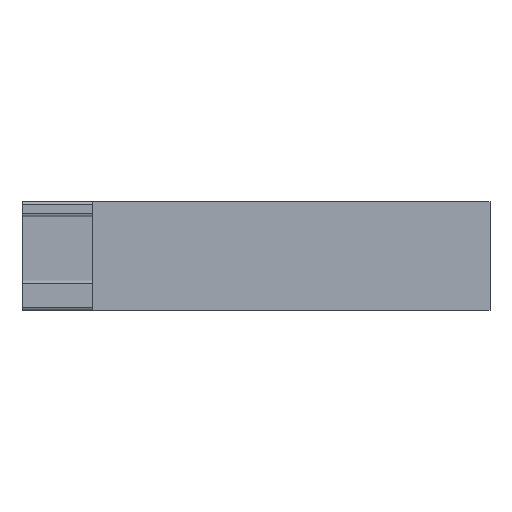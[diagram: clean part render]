
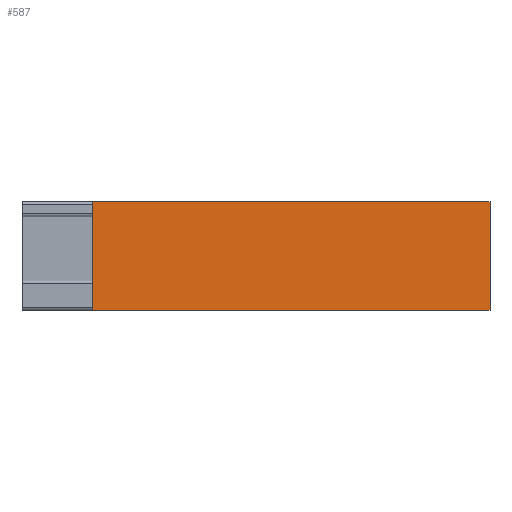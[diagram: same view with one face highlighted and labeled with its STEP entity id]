
A CAD part, top view. The second image highlights one B-rep face of the part: STEP entity #587.
In plain terms, the highlighted planar face has unit normal (0, 0, 1).
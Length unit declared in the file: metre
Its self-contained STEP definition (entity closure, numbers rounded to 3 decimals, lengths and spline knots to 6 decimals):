
#188=ORIENTED_EDGE('',*,*,#290,.F.);
#189=ORIENTED_EDGE('',*,*,#291,.T.);
#190=ORIENTED_EDGE('',*,*,#289,.F.);
#191=ORIENTED_EDGE('',*,*,#292,.F.);
#289=EDGE_CURVE('',#351,#347,#407,.T.);
#290=EDGE_CURVE('',#352,#353,#408,.T.);
#291=EDGE_CURVE('',#352,#347,#409,.T.);
#292=EDGE_CURVE('',#353,#351,#410,.T.);
#347=VERTEX_POINT('',#990);
#351=VERTEX_POINT('',#998);
#352=VERTEX_POINT('',#1002);
#353=VERTEX_POINT('',#1003);
#407=LINE('',#999,#467);
#408=LINE('',#1001,#468);
#409=LINE('',#1004,#469);
#410=LINE('',#1005,#470);
#467=VECTOR('',#822,1.);
#468=VECTOR('',#825,1.);
#469=VECTOR('',#826,1.);
#470=VECTOR('',#827,1.);
#503=EDGE_LOOP('',(#188,#189,#190,#191));
#535=FACE_BOUND('',#503,.T.);
#557=PLANE('',#666);
#587=ADVANCED_FACE('',(#535),#557,.T.);
#666=AXIS2_PLACEMENT_3D('',#1000,#823,#824);
#822=DIRECTION('',(0.,-1.,0.));
#823=DIRECTION('',(0.,0.,1.));
#824=DIRECTION('',(1.,0.,0.));
#825=DIRECTION('',(0.,1.,0.));
#826=DIRECTION('',(1.,0.,0.));
#827=DIRECTION('',(1.,0.,0.));
#990=CARTESIAN_POINT('',(0.1,-0.0216,0.));
#998=CARTESIAN_POINT('',(0.1,0.0016,0.));
#999=CARTESIAN_POINT('',(0.1,-0.01,0.));
#1000=CARTESIAN_POINT('',(0.0075,-0.01,0.));
#1001=CARTESIAN_POINT('',(0.015,0.0008,0.));
#1002=CARTESIAN_POINT('',(0.015,-0.0216,0.));
#1003=CARTESIAN_POINT('',(0.015,0.0016,0.));
#1004=CARTESIAN_POINT('',(0.0075,-0.0216,0.));
#1005=CARTESIAN_POINT('',(0.0075,0.0016,0.));
